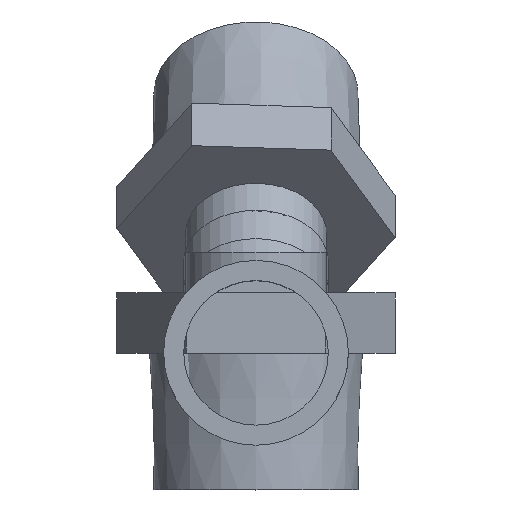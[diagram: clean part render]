
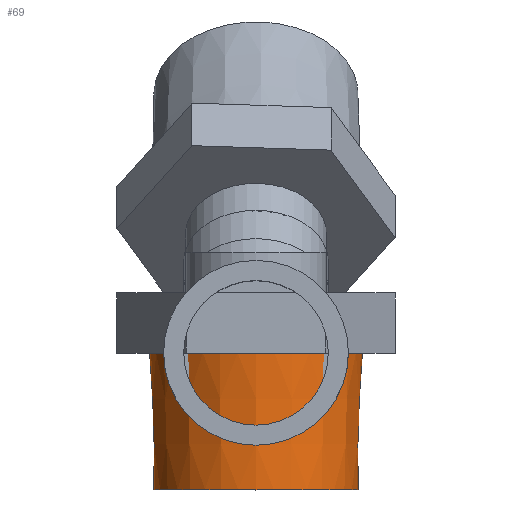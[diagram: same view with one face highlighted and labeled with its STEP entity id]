
A CAD part, top view. The second image highlights one B-rep face of the part: STEP entity #69.
In plain terms, the highlighted conical face has half-angle 1.79 degrees and reference radius 13.335 mm.
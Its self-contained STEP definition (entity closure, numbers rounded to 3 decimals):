
#69 = ADVANCED_FACE( '', ( #155, #156 ), #157, .T. );
#155 = FACE_BOUND( '', #277, .T. );
#156 = FACE_OUTER_BOUND( '', #278, .T. );
#157 = CONICAL_SURFACE( '', #279, 13.335, 0.031 );
#277 = EDGE_LOOP( '', ( #404 ) );
#278 = EDGE_LOOP( '', ( #405 ) );
#279 = AXIS2_PLACEMENT_3D( '', #406, #407, #408 );
#404 = ORIENTED_EDGE( '', *, *, #588, .F. );
#405 = ORIENTED_EDGE( '', *, *, #589, .T. );
#406 = CARTESIAN_POINT( '', ( 0., 3.155, 0. ) );
#407 = DIRECTION( '', ( 0., 1., 0. ) );
#408 = DIRECTION( '', ( 0., 0., 1. ) );
#588 = EDGE_CURVE( '', #664, #664, #665, .T. );
#589 = EDGE_CURVE( '', #666, #666, #667, .F. );
#664 = VERTEX_POINT( '', #772 );
#665 = CIRCLE( '', #773, 12.705 );
#666 = VERTEX_POINT( '', #774 );
#667 = CIRCLE( '', #775, 13.236 );
#772 = CARTESIAN_POINT( '', ( 0., -17., -12.705 ) );
#773 = AXIS2_PLACEMENT_3D( '', #876, #877, #878 );
#774 = CARTESIAN_POINT( '', ( 0., 0., 13.236 ) );
#775 = AXIS2_PLACEMENT_3D( '', #879, #880, #881 );
#876 = CARTESIAN_POINT( '', ( 0., -17., 0. ) );
#877 = DIRECTION( '', ( 0., -1., 0. ) );
#878 = DIRECTION( '', ( 0., 0., -1. ) );
#879 = CARTESIAN_POINT( '', ( 0., 0., 0. ) );
#880 = DIRECTION( '', ( 0., 1., 0. ) );
#881 = DIRECTION( '', ( 0., 0., 1. ) );
